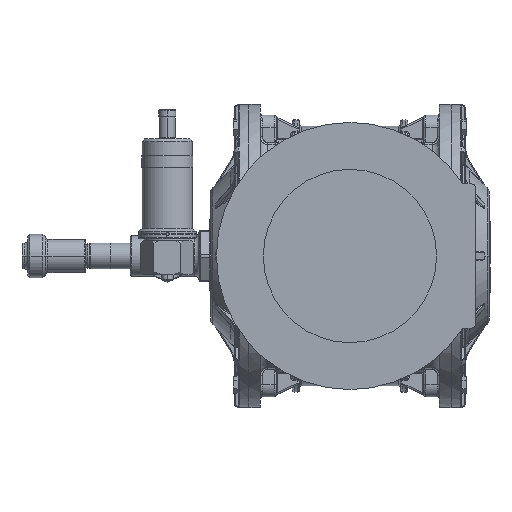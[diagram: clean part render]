
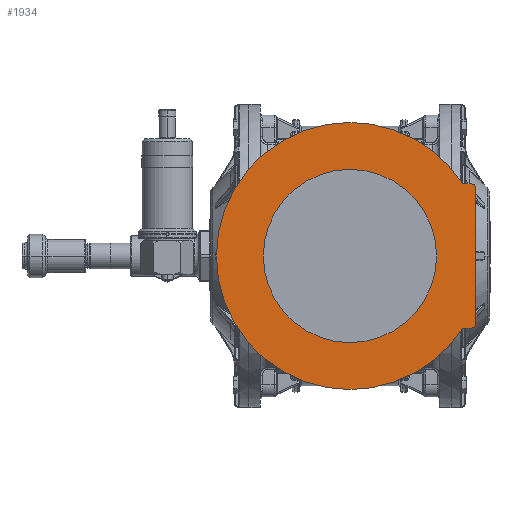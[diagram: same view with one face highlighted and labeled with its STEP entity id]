
A CAD part, left-side view. The second image highlights one B-rep face of the part: STEP entity #1934.
In plain terms, the highlighted planar face has unit normal (-1, 0, 0).
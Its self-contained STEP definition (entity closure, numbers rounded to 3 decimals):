
#967 = AXIS2_PLACEMENT_3D ( 'NONE', #129714, #5880, #154929 ) ;
#1523 = DIRECTION ( 'NONE',  ( 0., 0., 1. ) ) ;
#1934 = ADVANCED_FACE ( 'Defeature completata22_120', ( #81611, #57965 ), #67755, .F. ) ;
#3287 = VERTEX_POINT ( 'NONE', #105108 ) ;
#4317 = EDGE_CURVE ( 'Defeature completata22_194+Defeature completata22_120+Defeature completata22_120+Defeature completata22_120', #147774, #36930, #141193, .T. ) ;
#5880 = DIRECTION ( 'NONE',  ( -1., 0., 0. ) ) ;
#6708 = CARTESIAN_POINT ( 'NONE',  ( -148., 0., 0. ) ) ;
#7490 = VERTEX_POINT ( 'NONE', #38985 ) ;
#9000 = ORIENTED_EDGE ( 'NONE', *, *, #97905, .T. ) ;
#10892 = CARTESIAN_POINT ( 'NONE',  ( -148., 0., -60. ) ) ;
#11715 = ORIENTED_EDGE ( 'NONE', *, *, #55684, .T. ) ;
#12679 = VERTEX_POINT ( 'NONE', #137647 ) ;
#12753 = DIRECTION ( 'NONE',  ( 0., 0., 1. ) ) ;
#13294 = VERTEX_POINT ( 'NONE', #47159 ) ;
#14454 = CARTESIAN_POINT ( 'NONE',  ( -148., 0., -92.5 ) ) ;
#14998 = EDGE_CURVE ( 'Defeature completata22_120+Defeature completata22_879+Defeature completata22_877+Defeature completata22_191', #25495, #20439, #46003, .T. ) ;
#15339 = ORIENTED_EDGE ( 'NONE', *, *, #126764, .T. ) ;
#16195 = ORIENTED_EDGE ( 'NONE', *, *, #56822, .T. ) ;
#20439 = VERTEX_POINT ( 'NONE', #78379 ) ;
#25495 = VERTEX_POINT ( 'NONE', #41132 ) ;
#25883 = DIRECTION ( 'NONE',  ( 1., 0., 0. ) ) ;
#26049 = VECTOR ( 'NONE', #1523, 1000. ) ;
#26733 = AXIS2_PLACEMENT_3D ( 'NONE', #104436, #54709, #154083 ) ;
#27035 = CARTESIAN_POINT ( 'NONE',  ( -148., 0., 0. ) ) ;
#27382 = CARTESIAN_POINT ( 'NONE',  ( -148., 0., 0. ) ) ;
#30275 = DIRECTION ( 'NONE',  ( -1., 0., 0. ) ) ;
#35505 = DIRECTION ( 'NONE',  ( 0., -1., 0. ) ) ;
#36930 = VERTEX_POINT ( 'NONE', #10892 ) ;
#38985 = CARTESIAN_POINT ( 'NONE',  ( -148., -84., -50. ) ) ;
#39521 = CARTESIAN_POINT ( 'NONE',  ( -148., 0., 92.5 ) ) ;
#41132 = CARTESIAN_POINT ( 'NONE',  ( -148., -79.443, 50. ) ) ;
#41747 = ORIENTED_EDGE ( 'NONE', *, *, #98942, .T. ) ;
#46003 = CIRCLE ( 'NONE', #137063, 3. ) ;
#47159 = CARTESIAN_POINT ( 'NONE',  ( -148., -76.948, -51.335 ) ) ;
#48885 = AXIS2_PLACEMENT_3D ( 'NONE', #27035, #49827, #127228 ) ;
#49284 = CARTESIAN_POINT ( 'NONE',  ( -148., -76.568, -50. ) ) ;
#49827 = DIRECTION ( 'NONE',  ( -1., 0., 0. ) ) ;
#51187 = CARTESIAN_POINT ( 'NONE',  ( -148., -87., 135.826 ) ) ;
#51442 = CIRCLE ( 'NONE', #108848, 92.5 ) ;
#51770 = DIRECTION ( 'NONE',  ( 0., 0., -1. ) ) ;
#53187 = EDGE_CURVE ( 'Defeature completata22_120+Defeature completata22_881+Defeature completata22_191+Defeature completata22_878', #13294, #12679, #128631, .T. ) ;
#53850 = DIRECTION ( 'NONE',  ( 1., 0., 0. ) ) ;
#54709 = DIRECTION ( 'NONE',  ( -1., 0., 0. ) ) ;
#55684 = EDGE_CURVE ( 'Defeature completata22_120+Defeature completata22_882+Defeature completata22_878+Defeature completata22_196', #7490, #3287, #157787, .T. ) ;
#55825 = EDGE_CURVE ( 'Defeature completata22_120+Defeature completata22_191+Defeature completata22_879+Defeature completata22_881', #100536, #133746, #95355, .T. ) ;
#56822 = EDGE_CURVE ( 'Defeature completata22_120+Defeature completata22_878+Defeature completata22_881+Defeature completata22_882', #12679, #7490, #160108, .T. ) ;
#57965 = FACE_BOUND ( 'NONE', #126609, .T. ) ;
#67664 = DIRECTION ( 'NONE',  ( 0., 0., -1. ) ) ;
#67755 = PLANE ( 'NONE',  #159092 ) ;
#68017 = CARTESIAN_POINT ( 'NONE',  ( -148., 0., 0. ) ) ;
#69295 = AXIS2_PLACEMENT_3D ( 'NONE', #86856, #125929, #51770 ) ;
#69382 = DIRECTION ( 'NONE',  ( 0., 0., 1. ) ) ;
#70174 = DIRECTION ( 'NONE',  ( 1., 0., 0. ) ) ;
#74830 = VECTOR ( 'NONE', #136644, 1000. ) ;
#75432 = EDGE_CURVE ( 'Defeature completata22_120+Defeature completata22_191+Defeature completata22_879+Defeature completata22_881', #20439, #100536, #107212, .T. ) ;
#75539 = DIRECTION ( 'NONE',  ( 0., 0., -1. ) ) ;
#78379 = CARTESIAN_POINT ( 'NONE',  ( -148., -76.948, 51.335 ) ) ;
#79004 = CIRCLE ( 'NONE', #967, 3. ) ;
#79963 = DIRECTION ( 'NONE',  ( 0., 0., 1. ) ) ;
#81051 = DIRECTION ( 'NONE',  ( 0., 0., 1. ) ) ;
#81611 = FACE_OUTER_BOUND ( 'NONE', #107966, .T. ) ;
#85459 = ORIENTED_EDGE ( 'NONE', *, *, #4317, .F. ) ;
#86384 = ORIENTED_EDGE ( 'NONE', *, *, #14998, .T. ) ;
#86856 = CARTESIAN_POINT ( 'NONE',  ( -148., -84., -47. ) ) ;
#91744 = CARTESIAN_POINT ( 'NONE',  ( -148., -84., 50. ) ) ;
#93667 = CARTESIAN_POINT ( 'NONE',  ( -148., 0., 60. ) ) ;
#95355 = CIRCLE ( 'NONE', #123959, 92.5 ) ;
#97905 = EDGE_CURVE ( 'Defeature completata22_120+Defeature completata22_877+Defeature completata22_880+Defeature completata22_879', #103399, #25495, #110597, .T. ) ;
#98098 = ORIENTED_EDGE ( 'NONE', *, *, #102153, .T. ) ;
#98942 = EDGE_CURVE ( 'Defeature completata22_120+Defeature completata22_191+Defeature completata22_879+Defeature completata22_881', #133746, #13294, #51442, .T. ) ;
#100536 = VERTEX_POINT ( 'NONE', #39521 ) ;
#100774 = CARTESIAN_POINT ( 'NONE',  ( -148., -87., 50. ) ) ;
#102153 = EDGE_CURVE ( 'Defeature completata22_120+Defeature completata22_196+Defeature completata22_882+Defeature completata22_880', #3287, #141628, #140798, .T. ) ;
#103399 = VERTEX_POINT ( 'NONE', #91744 ) ;
#103919 = ORIENTED_EDGE ( 'NONE', *, *, #53187, .T. ) ;
#103929 = EDGE_CURVE ( 'Defeature completata22_194+Defeature completata22_120+Defeature completata22_120+Defeature completata22_120', #36930, #147774, #137398, .T. ) ;
#104436 = CARTESIAN_POINT ( 'NONE',  ( -148., 0., 0. ) ) ;
#105108 = CARTESIAN_POINT ( 'NONE',  ( -148., -87., -47. ) ) ;
#107212 = CIRCLE ( 'NONE', #148778, 92.5 ) ;
#107834 = CARTESIAN_POINT ( 'NONE',  ( -148., -87., 47. ) ) ;
#107966 = EDGE_LOOP ( 'NONE', ( #98098, #15339, #9000, #86384, #136044, #127688, #41747, #103919, #16195, #11715 ) ) ;
#108848 = AXIS2_PLACEMENT_3D ( 'NONE', #141880, #30275, #79963 ) ;
#110597 = LINE ( 'NONE', #100774, #74830 ) ;
#118640 = VECTOR ( 'NONE', #35505, 1000. ) ;
#123959 = AXIS2_PLACEMENT_3D ( 'NONE', #68017, #140571, #81051 ) ;
#125929 = DIRECTION ( 'NONE',  ( -1., 0., 0. ) ) ;
#125946 = DIRECTION ( 'NONE',  ( -1., 0., 0. ) ) ;
#126609 = EDGE_LOOP ( 'NONE', ( #139671, #85459 ) ) ;
#126764 = EDGE_CURVE ( 'Defeature completata22_120+Defeature completata22_880+Defeature completata22_196+Defeature completata22_877', #141628, #103399, #79004, .T. ) ;
#127228 = DIRECTION ( 'NONE',  ( 0., 0., -1. ) ) ;
#127688 = ORIENTED_EDGE ( 'NONE', *, *, #55825, .T. ) ;
#128631 = CIRCLE ( 'NONE', #149392, 3. ) ;
#129122 = CARTESIAN_POINT ( 'NONE',  ( -148., -79.443, -53. ) ) ;
#129714 = CARTESIAN_POINT ( 'NONE',  ( -148., -84., 47. ) ) ;
#133746 = VERTEX_POINT ( 'NONE', #14454 ) ;
#136044 = ORIENTED_EDGE ( 'NONE', *, *, #75432, .T. ) ;
#136644 = DIRECTION ( 'NONE',  ( 0., 1., 0. ) ) ;
#137063 = AXIS2_PLACEMENT_3D ( 'NONE', #138611, #53850, #67664 ) ;
#137398 = CIRCLE ( 'NONE', #48885, 60. ) ;
#137647 = CARTESIAN_POINT ( 'NONE',  ( -148., -79.443, -50. ) ) ;
#138611 = CARTESIAN_POINT ( 'NONE',  ( -148., -79.443, 53. ) ) ;
#139671 = ORIENTED_EDGE ( 'NONE', *, *, #103929, .F. ) ;
#140571 = DIRECTION ( 'NONE',  ( -1., 0., 0. ) ) ;
#140798 = LINE ( 'NONE', #51187, #26049 ) ;
#141193 = CIRCLE ( 'NONE', #26733, 60. ) ;
#141628 = VERTEX_POINT ( 'NONE', #107834 ) ;
#141880 = CARTESIAN_POINT ( 'NONE',  ( -148., 0., 0. ) ) ;
#147774 = VERTEX_POINT ( 'NONE', #93667 ) ;
#148778 = AXIS2_PLACEMENT_3D ( 'NONE', #27382, #125946, #12753 ) ;
#149392 = AXIS2_PLACEMENT_3D ( 'NONE', #129122, #25883, #75539 ) ;
#154083 = DIRECTION ( 'NONE',  ( 0., 0., -1. ) ) ;
#154929 = DIRECTION ( 'NONE',  ( 0., 0., -1. ) ) ;
#157787 = CIRCLE ( 'NONE', #69295, 3. ) ;
#159092 = AXIS2_PLACEMENT_3D ( 'NONE', #6708, #70174, #69382 ) ;
#160108 = LINE ( 'NONE', #49284, #118640 ) ;
